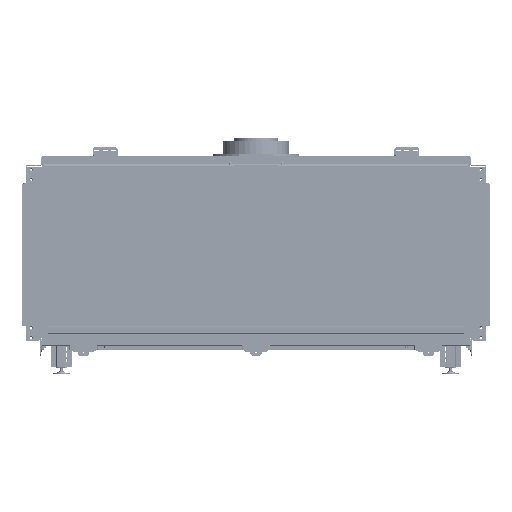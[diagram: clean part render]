
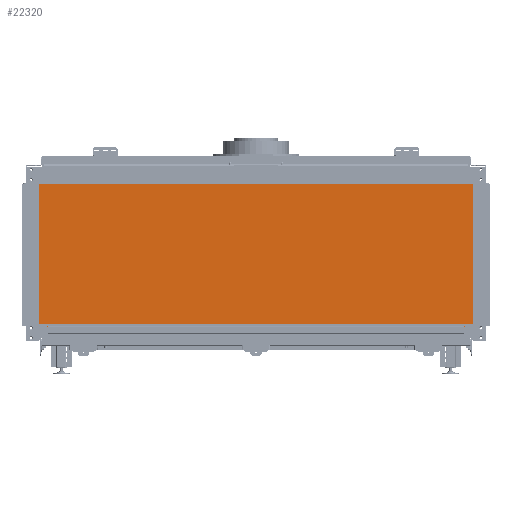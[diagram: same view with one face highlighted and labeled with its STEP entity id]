
A CAD part, top view. The second image highlights one B-rep face of the part: STEP entity #22320.
In plain terms, the highlighted planar face has unit normal (0, 0, 1).
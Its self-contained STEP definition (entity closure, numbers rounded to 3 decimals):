
#136 = CARTESIAN_POINT ( 'NONE',  ( 650., 225., 5. ) ) ;
#1429 = ORIENTED_EDGE ( 'NONE', *, *, #86820, .T. ) ;
#2675 = CARTESIAN_POINT ( 'NONE',  ( -650., -225., 5. ) ) ;
#2833 = EDGE_CURVE ( 'NONE', #69062, #58238, #81539, .T. ) ;
#4132 = EDGE_LOOP ( 'NONE', ( #31735, #80278, #6948, #1429 ) ) ;
#5389 = AXIS2_PLACEMENT_3D ( 'NONE', #57177, #76528, #8558 ) ;
#6948 = ORIENTED_EDGE ( 'NONE', *, *, #31736, .T. ) ;
#8558 = DIRECTION ( 'NONE',  ( -1., 0., 0. ) ) ;
#13124 = CARTESIAN_POINT ( 'NONE',  ( 650., 225., 5. ) ) ;
#14889 = PLANE ( 'NONE',  #5389 ) ;
#16974 = CARTESIAN_POINT ( 'NONE',  ( 650., -225., 5. ) ) ;
#20157 = CARTESIAN_POINT ( 'NONE',  ( 650., 225., 5. ) ) ;
#22320 = ADVANCED_FACE ( 'NONE', ( #28402 ), #14889, .F. ) ;
#28147 = EDGE_CURVE ( 'NONE', #58238, #79660, #67415, .T. ) ;
#28402 = FACE_OUTER_BOUND ( 'NONE', #4132, .T. ) ;
#29484 = VECTOR ( 'NONE', #31830, 1000. ) ;
#31735 = ORIENTED_EDGE ( 'NONE', *, *, #2833, .T. ) ;
#31736 = EDGE_CURVE ( 'NONE', #79660, #86283, #73643, .T. ) ;
#31830 = DIRECTION ( 'NONE',  ( 1., 0., 0. ) ) ;
#35047 = CARTESIAN_POINT ( 'NONE',  ( -650., 225., 5. ) ) ;
#39892 = CARTESIAN_POINT ( 'NONE',  ( -650., 225., 5. ) ) ;
#41283 = DIRECTION ( 'NONE',  ( -1., 0., 0. ) ) ;
#47325 = DIRECTION ( 'NONE',  ( 0., 1., 0. ) ) ;
#48692 = VECTOR ( 'NONE', #74098, 1000. ) ;
#57177 = CARTESIAN_POINT ( 'NONE',  ( 650., -225., 5. ) ) ;
#58238 = VERTEX_POINT ( 'NONE', #136 ) ;
#64520 = VECTOR ( 'NONE', #47325, 1000. ) ;
#66014 = CARTESIAN_POINT ( 'NONE',  ( 650., -225., 5. ) ) ;
#67415 = LINE ( 'NONE', #20157, #68613 ) ;
#68613 = VECTOR ( 'NONE', #41283, 1000. ) ;
#69062 = VERTEX_POINT ( 'NONE', #16974 ) ;
#73643 = LINE ( 'NONE', #39892, #48692 ) ;
#74098 = DIRECTION ( 'NONE',  ( 0., -1., 0. ) ) ;
#76528 = DIRECTION ( 'NONE',  ( 0., 0., -1. ) ) ;
#79660 = VERTEX_POINT ( 'NONE', #35047 ) ;
#80278 = ORIENTED_EDGE ( 'NONE', *, *, #28147, .T. ) ;
#80439 = LINE ( 'NONE', #66014, #29484 ) ;
#81539 = LINE ( 'NONE', #13124, #64520 ) ;
#86283 = VERTEX_POINT ( 'NONE', #2675 ) ;
#86820 = EDGE_CURVE ( 'NONE', #86283, #69062, #80439, .T. ) ;
